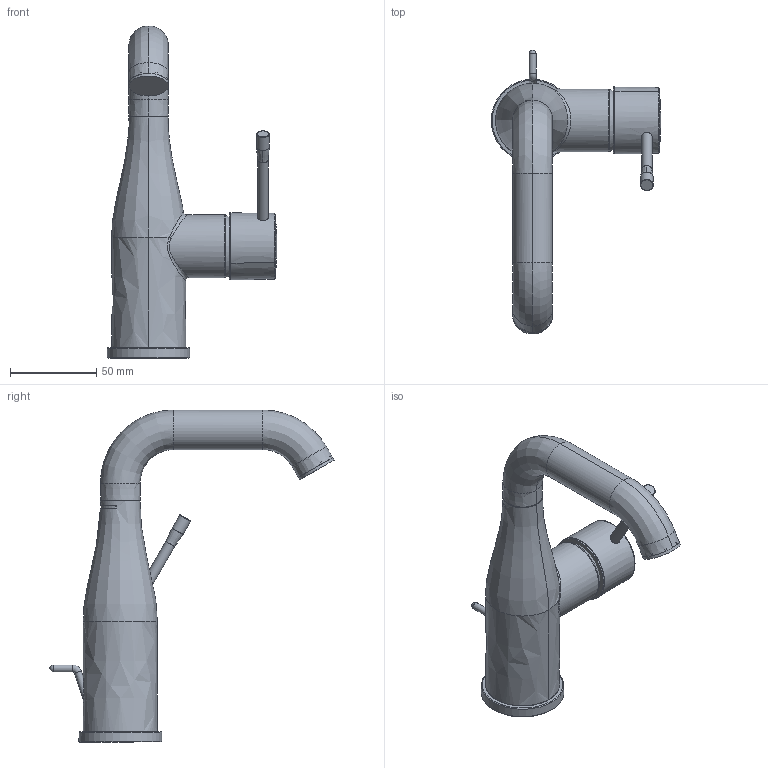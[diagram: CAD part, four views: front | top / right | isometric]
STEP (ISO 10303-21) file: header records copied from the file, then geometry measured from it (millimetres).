
FILE_DESCRIPTION(/* description */ ('Unknown'),/* implementation_level */ '2;1');
FILE_NAME(/* name */ '23462001',/* time_stamp */ '2022-09-01T10:36:39+02:00',/* author */ ('Unknown'),/* organization */ ('GROHE AG'),/* preprocessor_version */ 'ST-DEVELOPER v16.7',/* originating_system */ 'DEX',/* authorisation */ $);
FILE_SCHEMA (('AUTOMOTIVE_DESIGN {1 0 10303 214 3 1 1}'));
Length unit declared in the file: millimetre
Products named in the file (7): 23462001; 23462001_0; id81; A4286218_EssP_Basin M U-Spout-Variante_spout_131218; A4286221-2; A4286223_EssPu_highspout body
Assembly tree (6 placements, depth 2):
  23462001
    23462001
    23462001_0
    id81
    A4286218_EssP_Basin M U-Spout-Variante_spout_131218
    A4286221-2
    A4286223_EssPu_highspout body
Bounding box: 98.33 x 164.88 x 192.65 mm (x, y, z)
Volume: 1487 mm3; surface area: 45911.4 mm2
Topology: 6 solids, 16 shells, 96 faces, 271 edges, 193 vertices
Faces by surface type: bspline 33, plane 29, cylinder 21, torus 8, sphere 3, cone 2
Full cylindrical faces by diameter (mm): 4 x4, 5.2 x1, 6 x1, 6.1 x1, 6.7 x1, 7.364 x1, 20 x1, 22.974 x1, 36.4 x1, 38.849 x1
Entity records: 6522 total; most frequent: CARTESIAN_POINT 3810, ORIENTED_EDGE 425, DIRECTION 340, EDGE_CURVE 241, VERTEX_POINT 195, AXIS2_PLACEMENT_3D 141, EDGE_LOOP 138, FACE_BOUND 138
